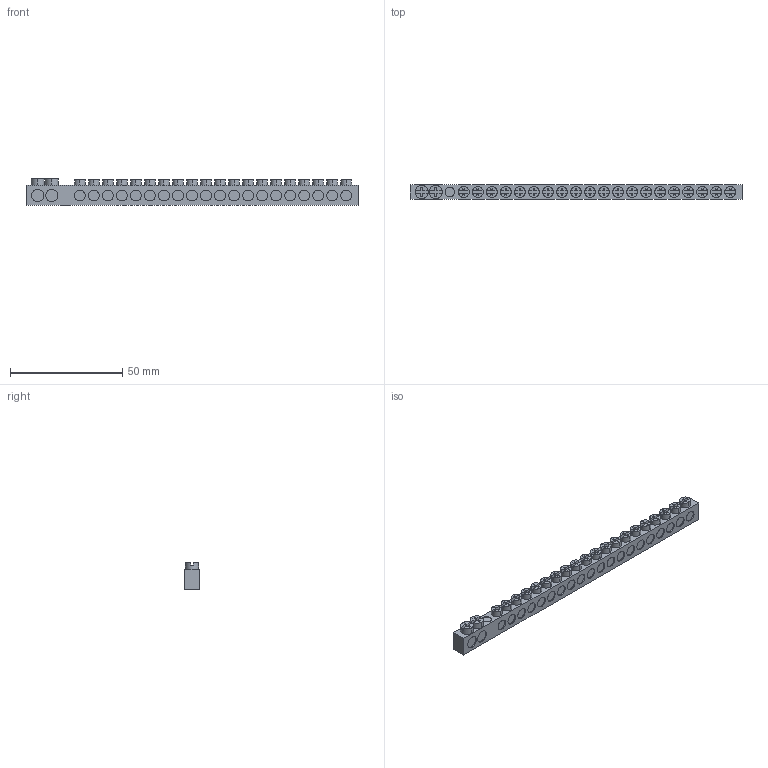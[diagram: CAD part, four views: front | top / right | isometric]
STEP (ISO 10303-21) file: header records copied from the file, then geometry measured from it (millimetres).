
FILE_DESCRIPTION (( 'STEP AP203' ), '1' );
FILE_NAME ('6,5x9 - 22 Delikli Pano Topraklama Klemensi.STEP', '2018-11-30T07:52:17', ( '' ), ( '' ), 'SwSTEP 2.0', 'SolidWorks 2011', '' );
FILE_SCHEMA (( 'CONFIG_CONTROL_DESIGN' ));
Length unit declared in the file: millimetre
Products named in the file (1): 6,5x9 - 22 Delikli Pano Topraklama Klemensi
Bounding box: 148 x 6.5 x 12 mm (x, y, z)
Volume: 9139.7 mm3; surface area: 6211.2 mm2
Topology: 1 solids, 1 shells, 474 faces, 1212 edges, 808 vertices
Faces by surface type: plane 338, cylinder 136
Entity records: 14473 total; most frequent: CARTESIAN_POINT 2759, DIRECTION 2434, ORIENTED_EDGE 2424, EDGE_CURVE 1212, AXIS2_PLACEMENT_3D 835, VERTEX_POINT 808, LINE 764, VECTOR 764
